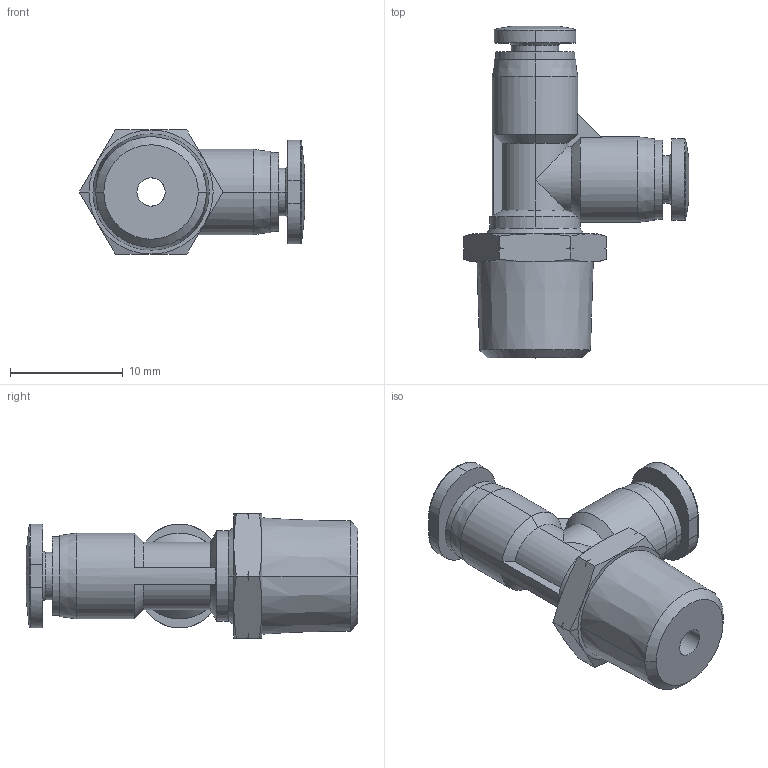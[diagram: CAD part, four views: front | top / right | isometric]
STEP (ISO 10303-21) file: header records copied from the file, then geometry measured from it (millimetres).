
FILE_DESCRIPTION (( 'STEP AP203' ), '1' );
FILE_NAME ('MRT18-18N.step', '2016-02-15T20:01:17', ( '' ), ( '' ), 'SwSTEP 2.0', 'SolidWorks 2015', '' );
FILE_SCHEMA (( 'CONFIG_CONTROL_DESIGN' ));
Length unit declared in the file: inch
Products named in the file (1): MRT18-18N
Bounding box: 19.95 x 29.4 x 11 mm (x, y, z)
Volume: 1800 mm3; surface area: 1751.5 mm2
Topology: 1 solids, 1 shells, 143 faces, 343 edges, 211 vertices
Faces by surface type: cone 54, cylinder 33, bspline 28, plane 28
Entity records: 6697 total; most frequent: CARTESIAN_POINT 3550, ORIENTED_EDGE 686, DIRECTION 565, EDGE_CURVE 343, AXIS2_PLACEMENT_3D 228, VERTEX_POINT 211, EDGE_LOOP 156, ADVANCED_FACE 143
